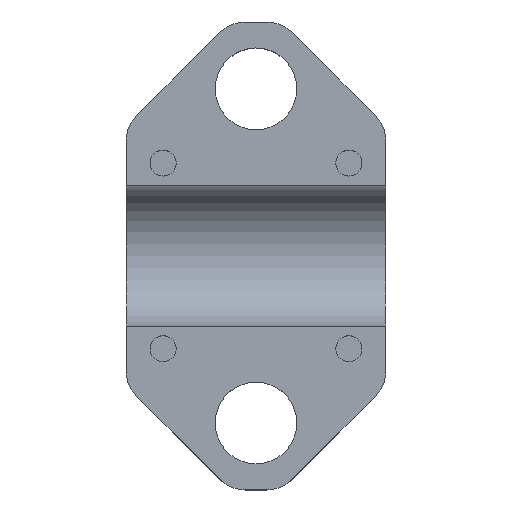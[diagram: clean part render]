
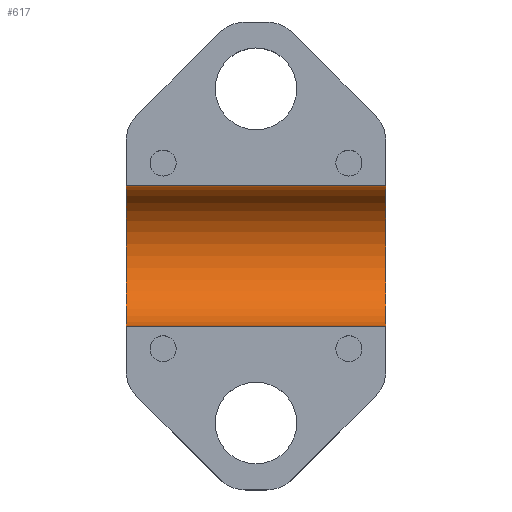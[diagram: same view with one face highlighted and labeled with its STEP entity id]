
A CAD part, top view. The second image highlights one B-rep face of the part: STEP entity #617.
In plain terms, the highlighted cylindrical face has radius 9.5 mm (diameter 19 mm), a partial arc.
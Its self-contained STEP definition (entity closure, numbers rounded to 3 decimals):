
#72=FACE_OUTER_BOUND('',#122,.T.);
#122=EDGE_LOOP('',(#536,#537,#538,#539));
#152=LINE('',#993,#198);
#164=LINE('',#1034,#210);
#198=VECTOR('',#787,10.);
#210=VECTOR('',#829,10.);
#247=CIRCLE('',#673,9.5);
#249=CIRCLE('',#677,9.5);
#293=VERTEX_POINT('',#990);
#294=VERTEX_POINT('',#992);
#299=VERTEX_POINT('',#1007);
#303=VERTEX_POINT('',#1019);
#355=EDGE_CURVE('',#293,#294,#152,.T.);
#363=EDGE_CURVE('',#294,#299,#247,.T.);
#370=EDGE_CURVE('',#303,#293,#249,.T.);
#377=EDGE_CURVE('',#299,#303,#164,.T.);
#536=ORIENTED_EDGE('',*,*,#363,.F.);
#537=ORIENTED_EDGE('',*,*,#355,.F.);
#538=ORIENTED_EDGE('',*,*,#370,.F.);
#539=ORIENTED_EDGE('',*,*,#377,.F.);
#586=CYLINDRICAL_SURFACE('',#703,9.5);
#617=ADVANCED_FACE('',(#72),#586,.F.);
#673=AXIS2_PLACEMENT_3D('',#1008,#803,#804);
#677=AXIS2_PLACEMENT_3D('',#1021,#816,#817);
#703=AXIS2_PLACEMENT_3D('',#1074,#883,#884);
#787=DIRECTION('',(-1.,0.,0.));
#803=DIRECTION('center_axis',(1.,0.,0.));
#804=DIRECTION('ref_axis',(0.,1.,0.));
#816=DIRECTION('center_axis',(-1.,0.,0.));
#817=DIRECTION('ref_axis',(0.,1.,0.));
#829=DIRECTION('',(1.,0.,0.));
#883=DIRECTION('center_axis',(-1.,0.,0.));
#884=DIRECTION('ref_axis',(0.,1.,0.));
#990=CARTESIAN_POINT('',(17.5,-9.497,12.5));
#992=CARTESIAN_POINT('',(-17.5,-9.497,12.5));
#993=CARTESIAN_POINT('',(17.5,-9.497,12.5));
#1007=CARTESIAN_POINT('',(-17.5,9.497,12.5));
#1008=CARTESIAN_POINT('Origin',(-17.5,0.,12.75));
#1019=CARTESIAN_POINT('',(17.5,9.497,12.5));
#1021=CARTESIAN_POINT('Origin',(17.5,0.,12.75));
#1034=CARTESIAN_POINT('',(17.5,9.497,12.5));
#1074=CARTESIAN_POINT('Origin',(17.5,0.,12.75));
